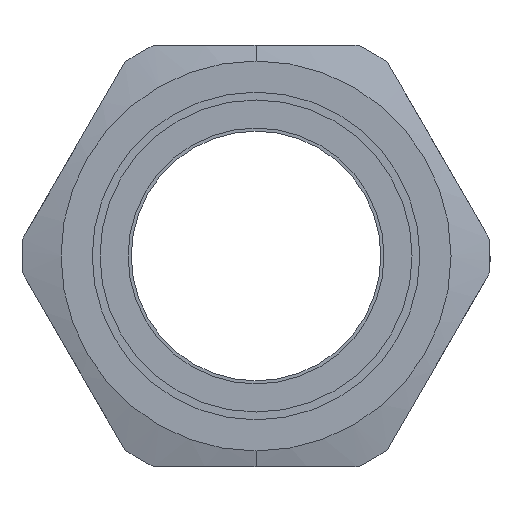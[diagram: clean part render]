
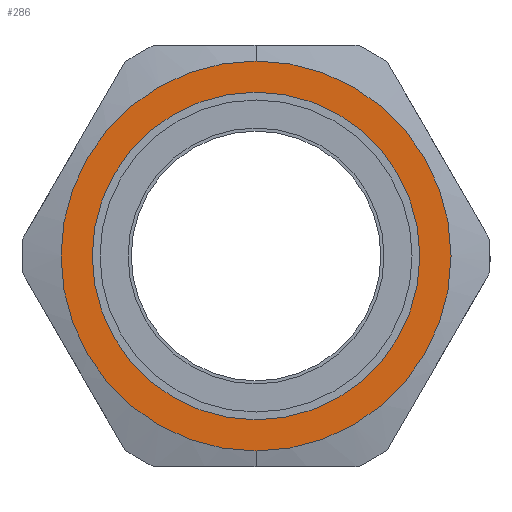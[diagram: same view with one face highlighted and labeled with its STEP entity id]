
A CAD part, front view. The second image highlights one B-rep face of the part: STEP entity #286.
In plain terms, the highlighted planar face has unit normal (0, -1, 0).
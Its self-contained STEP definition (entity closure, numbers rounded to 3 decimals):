
#6 = EDGE_CURVE ( 'NONE', #1824, #1004, #2691, .T. ) ;
#127 = EDGE_CURVE ( 'NONE', #1040, #599, #2899, .T. ) ;
#187 = CARTESIAN_POINT ( 'NONE',  ( 0., 0., 0. ) ) ;
#249 = DIRECTION ( 'NONE',  ( 0., -1., 0. ) ) ;
#253 = EDGE_LOOP ( 'NONE', ( #2091, #1821 ) ) ;
#286 = ADVANCED_FACE ( 'NONE', ( #1778, #2688 ), #535, .F. ) ;
#335 = AXIS2_PLACEMENT_3D ( 'NONE', #2534, #2095, #2553 ) ;
#438 = AXIS2_PLACEMENT_3D ( 'NONE', #1847, #249, #2259 ) ;
#535 = PLANE ( 'NONE',  #994 ) ;
#599 = VERTEX_POINT ( 'NONE', #1180 ) ;
#609 = EDGE_CURVE ( 'NONE', #599, #1040, #2828, .T. ) ;
#783 = ORIENTED_EDGE ( 'NONE', *, *, #127, .F. ) ;
#994 = AXIS2_PLACEMENT_3D ( 'NONE', #2321, #1442, #1463 ) ;
#1004 = VERTEX_POINT ( 'NONE', #2715 ) ;
#1040 = VERTEX_POINT ( 'NONE', #1185 ) ;
#1180 = CARTESIAN_POINT ( 'NONE',  ( 0., 0., -10.5 ) ) ;
#1185 = CARTESIAN_POINT ( 'NONE',  ( 0., 0., 10.5 ) ) ;
#1339 = CIRCLE ( 'NONE', #2145, 12.5 ) ;
#1442 = DIRECTION ( 'NONE',  ( 0., 1., 0. ) ) ;
#1463 = DIRECTION ( 'NONE',  ( 0., 0., 1. ) ) ;
#1778 = FACE_BOUND ( 'NONE', #2747, .T. ) ;
#1782 = DIRECTION ( 'NONE',  ( 0., 1., 0. ) ) ;
#1821 = ORIENTED_EDGE ( 'NONE', *, *, #2239, .F. ) ;
#1824 = VERTEX_POINT ( 'NONE', #1863 ) ;
#1847 = CARTESIAN_POINT ( 'NONE',  ( 0., 0., 0. ) ) ;
#1863 = CARTESIAN_POINT ( 'NONE',  ( 0., 0., 12.5 ) ) ;
#2033 = AXIS2_PLACEMENT_3D ( 'NONE', #187, #1782, #2716 ) ;
#2091 = ORIENTED_EDGE ( 'NONE', *, *, #6, .F. ) ;
#2095 = DIRECTION ( 'NONE',  ( 0., -1., 0. ) ) ;
#2145 = AXIS2_PLACEMENT_3D ( 'NONE', #2844, #2173, #2163 ) ;
#2163 = DIRECTION ( 'NONE',  ( 0., 0., 1. ) ) ;
#2173 = DIRECTION ( 'NONE',  ( 0., 1., 0. ) ) ;
#2239 = EDGE_CURVE ( 'NONE', #1004, #1824, #1339, .T. ) ;
#2259 = DIRECTION ( 'NONE',  ( 0., 0., -1. ) ) ;
#2321 = CARTESIAN_POINT ( 'NONE',  ( 12.5, 0., 0. ) ) ;
#2534 = CARTESIAN_POINT ( 'NONE',  ( 0., 0., 0. ) ) ;
#2553 = DIRECTION ( 'NONE',  ( 0., 0., -1. ) ) ;
#2688 = FACE_OUTER_BOUND ( 'NONE', #253, .T. ) ;
#2691 = CIRCLE ( 'NONE', #2033, 12.5 ) ;
#2715 = CARTESIAN_POINT ( 'NONE',  ( 0., 0., -12.5 ) ) ;
#2716 = DIRECTION ( 'NONE',  ( 0., 0., 1. ) ) ;
#2747 = EDGE_LOOP ( 'NONE', ( #783, #2872 ) ) ;
#2828 = CIRCLE ( 'NONE', #335, 10.5 ) ;
#2844 = CARTESIAN_POINT ( 'NONE',  ( 0., 0., 0. ) ) ;
#2872 = ORIENTED_EDGE ( 'NONE', *, *, #609, .F. ) ;
#2899 = CIRCLE ( 'NONE', #438, 10.5 ) ;
